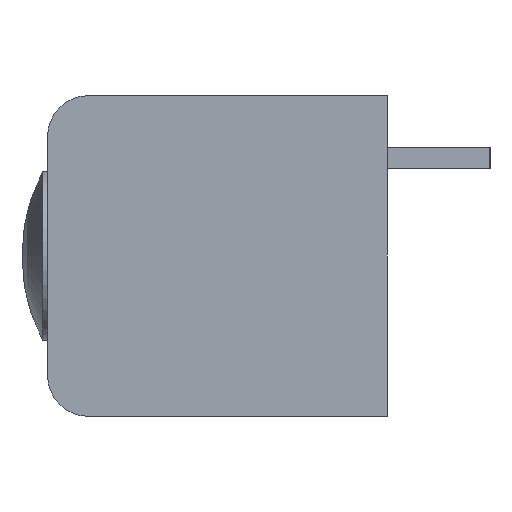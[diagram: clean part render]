
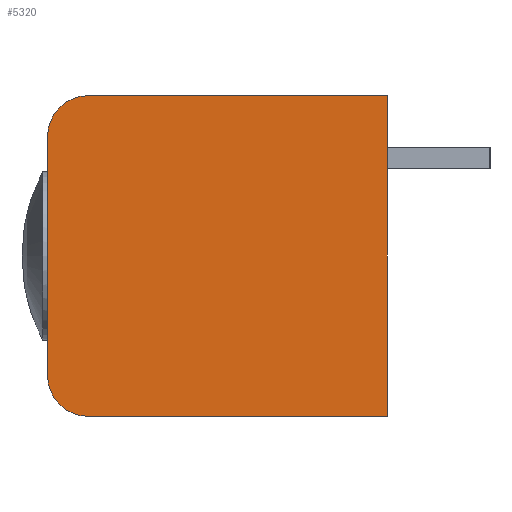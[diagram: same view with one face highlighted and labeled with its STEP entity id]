
A CAD part, left-side view. The second image highlights one B-rep face of the part: STEP entity #5320.
In plain terms, the highlighted planar face has unit normal (-1, 0, 0).
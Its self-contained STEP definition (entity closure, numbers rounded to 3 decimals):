
#310=DIRECTION('',(0.,1.,0.));
#311=VECTOR('',#310,11.862);
#312=CARTESIAN_POINT('',(-25.591,0.,0.));
#313=LINE('',#312,#311);
#314=DIRECTION('',(0.,0.,1.));
#315=VECTOR('',#314,12.7);
#316=CARTESIAN_POINT('',(-25.591,0.,-12.7));
#317=LINE('',#316,#315);
#318=DIRECTION('',(0.,-1.,0.));
#319=VECTOR('',#318,11.862);
#320=CARTESIAN_POINT('',(-25.591,11.862,-12.7));
#321=LINE('',#320,#319);
#322=CARTESIAN_POINT('',(-25.591,11.862,-11.1));
#323=DIRECTION('',(-1.,0.,0.));
#324=DIRECTION('',(0.,1.,0.));
#325=AXIS2_PLACEMENT_3D('',#322,#323,#324);
#327=DIRECTION('',(0.,0.,-1.));
#328=VECTOR('',#327,9.5);
#329=CARTESIAN_POINT('',(-25.591,13.462,-1.6));
#330=LINE('',#329,#328);
#331=CARTESIAN_POINT('',(-25.591,11.862,-1.6));
#332=DIRECTION('',(-1.,0.,0.));
#333=DIRECTION('',(0.,0.,1.));
#334=AXIS2_PLACEMENT_3D('',#331,#332,#333);
#3900=CARTESIAN_POINT('',(-25.591,0.,0.));
#3901=CARTESIAN_POINT('',(-25.591,11.862,0.));
#3902=VERTEX_POINT('',#3900);
#3903=VERTEX_POINT('',#3901);
#3904=CARTESIAN_POINT('',(-25.591,13.462,-1.6));
#3905=CARTESIAN_POINT('',(-25.591,13.462,-11.1));
#3906=VERTEX_POINT('',#3904);
#3907=VERTEX_POINT('',#3905);
#3908=CARTESIAN_POINT('',(-25.591,11.862,-12.7));
#3909=CARTESIAN_POINT('',(-25.591,0.,-12.7));
#3910=VERTEX_POINT('',#3908);
#3911=VERTEX_POINT('',#3909);
#5303=CARTESIAN_POINT('',(-25.591,0.,0.));
#5304=DIRECTION('',(-1.,0.,0.));
#5305=DIRECTION('',(0.,0.,1.));
#5306=AXIS2_PLACEMENT_3D('',#5303,#5304,#5305);
#5307=PLANE('',#5306);
#5308=ORIENTED_EDGE('',*,*,#5077,.F.);
#5310=ORIENTED_EDGE('',*,*,#5309,.F.);
#5312=ORIENTED_EDGE('',*,*,#5311,.F.);
#5314=ORIENTED_EDGE('',*,*,#5313,.F.);
#5316=ORIENTED_EDGE('',*,*,#5315,.F.);
#5317=ORIENTED_EDGE('',*,*,#5205,.F.);
#5318=EDGE_LOOP('',(#5308,#5310,#5312,#5314,#5316,#5317));
#5319=FACE_OUTER_BOUND('',#5318,.F.);
#5320=ADVANCED_FACE('',(#5319),#5307,.T.);
#326=CIRCLE('',#325,1.6);
#335=CIRCLE('',#334,1.6);
#5077=EDGE_CURVE('',#3902,#3903,#313,.T.);
#5205=EDGE_CURVE('',#3903,#3906,#335,.T.);
#5309=EDGE_CURVE('',#3911,#3902,#317,.T.);
#5311=EDGE_CURVE('',#3910,#3911,#321,.T.);
#5313=EDGE_CURVE('',#3907,#3910,#326,.T.);
#5315=EDGE_CURVE('',#3906,#3907,#330,.T.);
